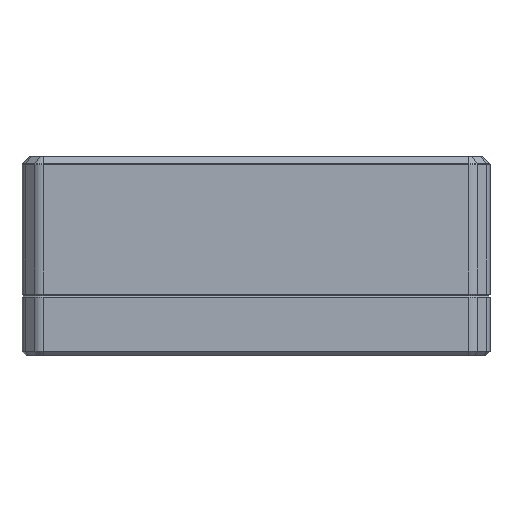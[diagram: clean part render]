
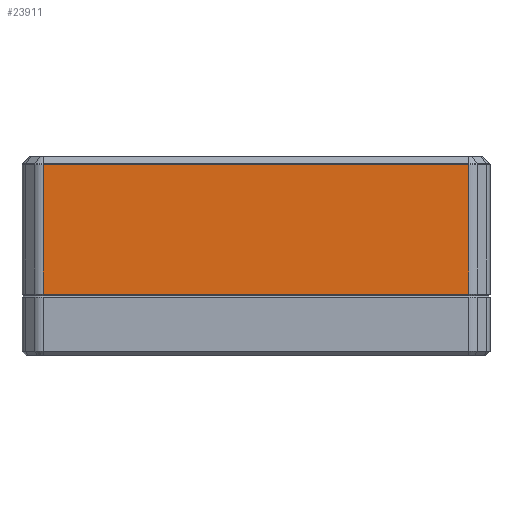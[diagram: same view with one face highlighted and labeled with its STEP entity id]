
A CAD part, top view. The second image highlights one B-rep face of the part: STEP entity #23911.
In plain terms, the highlighted planar face has unit normal (0, 0, 1).
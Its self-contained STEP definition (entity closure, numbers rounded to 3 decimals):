
#21198=DIRECTION('',(-1.,0.,0.));
#21199=VECTOR('',#21198,52.757);
#21200=CARTESIAN_POINT('',(26.379,0.2,
20.));
#21201=LINE('',#21200,#21199);
#21202=DIRECTION('',(0.,1.,0.));
#21203=VECTOR('',#21202,16.017);
#21204=CARTESIAN_POINT('',(-26.379,0.2,
20.));
#21205=LINE('',#21204,#21203);
#21206=DIRECTION('',(-1.,0.,0.));
#21207=VECTOR('',#21206,52.757);
#21208=CARTESIAN_POINT('',(26.379,16.217,20.));
#21209=LINE('',#21208,#21207);
#21210=DIRECTION('',(0.,-1.,0.));
#21211=VECTOR('',#21210,16.017);
#21212=CARTESIAN_POINT('',(26.379,16.217,20.));
#21213=LINE('',#21212,#21211);
#22103=CARTESIAN_POINT('',(-26.379,16.217,20.));
#22105=VERTEX_POINT('',#22103);
#22163=CARTESIAN_POINT('',(26.379,16.217,20.));
#22164=VERTEX_POINT('',#22163);
#22225=CARTESIAN_POINT('',(-26.379,0.2,20.));
#22226=VERTEX_POINT('',#22225);
#22229=CARTESIAN_POINT('',(26.379,0.2,
20.));
#22230=VERTEX_POINT('',#22229);
#23898=CARTESIAN_POINT('',(-29.,0.,20.));
#23899=DIRECTION('',(0.,0.,1.));
#23900=DIRECTION('',(1.,0.,0.));
#23901=AXIS2_PLACEMENT_3D('',#23898,#23899,#23900);
#23902=PLANE('',#23901);
#23903=ORIENTED_EDGE('',*,*,#23445,.T.);
#23905=ORIENTED_EDGE('',*,*,#23904,.T.);
#23907=ORIENTED_EDGE('',*,*,#23906,.F.);
#23908=ORIENTED_EDGE('',*,*,#23883,.T.);
#23909=EDGE_LOOP('',(#23903,#23905,#23907,#23908));
#23910=FACE_OUTER_BOUND('',#23909,.F.);
#23911=ADVANCED_FACE('',(#23910),#23902,.T.);
#23445=EDGE_CURVE('',#22230,#22226,#21201,.T.);
#23883=EDGE_CURVE('',#22164,#22230,#21213,.T.);
#23904=EDGE_CURVE('',#22226,#22105,#21205,.T.);
#23906=EDGE_CURVE('',#22164,#22105,#21209,.T.);
